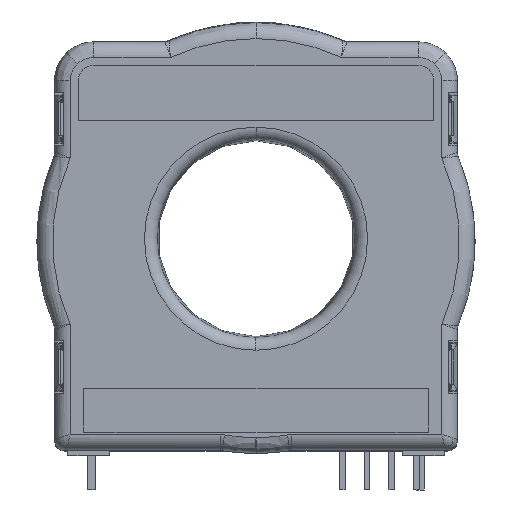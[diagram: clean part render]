
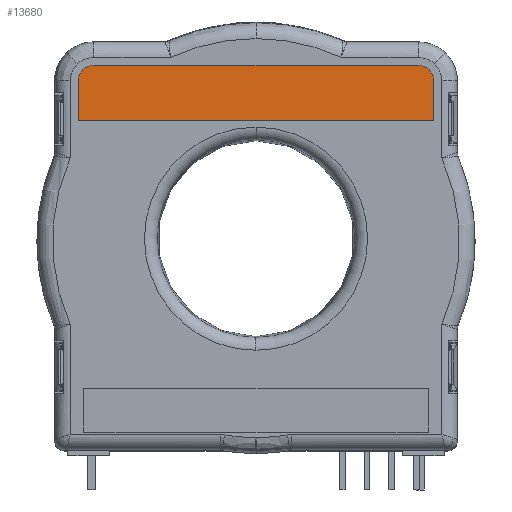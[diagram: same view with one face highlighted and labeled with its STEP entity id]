
A CAD part, front view. The second image highlights one B-rep face of the part: STEP entity #13680.
In plain terms, the highlighted planar face has unit normal (0, -1, 0).
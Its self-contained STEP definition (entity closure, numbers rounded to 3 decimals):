
#10181=CARTESIAN_POINT('',(-18.274,-8.94,34.407));
#10182=VERTEX_POINT('',#10181);
#10189=CARTESIAN_POINT('',(-18.274,-8.94,38.634));
#10190=VERTEX_POINT('',#10189);
#10191=CARTESIAN_POINT('',(-18.274,-8.94,38.634));
#10192=DIRECTION('',(0.0,0.0,-1.0));
#10193=VECTOR('',#10192,4.227);
#10194=LINE('',#10191,#10193);
#10195=EDGE_CURVE('',#10190,#10182,#10194,.T.);
#13603=CARTESIAN_POINT('',(16.437,-8.94,40.108));
#13604=VERTEX_POINT('',#13603);
#13605=CARTESIAN_POINT('',(-16.437,-8.94,40.108));
#13606=VERTEX_POINT('',#13605);
#13607=CARTESIAN_POINT('',(16.437,-8.94,40.108));
#13608=DIRECTION('',(-1.0,0.0,0.0));
#13609=VECTOR('',#13608,32.874);
#13610=LINE('',#13607,#13609);
#13611=EDGE_CURVE('',#13604,#13606,#13610,.T.);
#13635=CARTESIAN_POINT('',(-16.619,-8.94,38.453));
#13636=DIRECTION('',(0.0,1.0,0.0));
#13637=DIRECTION('',(1.0,0.0,0.0));
#13638=AXIS2_PLACEMENT_3D('',#13635,#13636,#13637);
#13639=CIRCLE('',#13638,1.665);
#13640=EDGE_CURVE('',#10190,#13606,#13639,.T.);
#13647=CARTESIAN_POINT('',(-20.102,-8.94,34.121));
#13648=DIRECTION('',(0.0,-1.0,0.0));
#13649=DIRECTION('',(1.0,0.0,0.0));
#13650=AXIS2_PLACEMENT_3D('',#13647,#13648,#13649);
#13651=PLANE('',#13650);
#13652=ORIENTED_EDGE('',*,*,#13611,.T.);
#13653=ORIENTED_EDGE('',*,*,#13640,.F.);
#13654=ORIENTED_EDGE('',*,*,#10195,.T.);
#13655=CARTESIAN_POINT('',(18.274,-8.94,34.407));
#13656=VERTEX_POINT('',#13655);
#13657=CARTESIAN_POINT('',(-18.274,-8.94,34.407));
#13658=DIRECTION('',(1.0,0.0,0.0));
#13659=VECTOR('',#13658,36.549);
#13660=LINE('',#13657,#13659);
#13661=EDGE_CURVE('',#10182,#13656,#13660,.T.);
#13662=ORIENTED_EDGE('',*,*,#13661,.T.);
#13663=CARTESIAN_POINT('',(18.274,-8.94,38.634));
#13664=VERTEX_POINT('',#13663);
#13665=CARTESIAN_POINT('',(18.274,-8.94,38.634));
#13666=DIRECTION('',(0.0,0.0,-1.0));
#13667=VECTOR('',#13666,4.227);
#13668=LINE('',#13665,#13667);
#13669=EDGE_CURVE('',#13664,#13656,#13668,.T.);
#13670=ORIENTED_EDGE('',*,*,#13669,.F.);
#13671=CARTESIAN_POINT('',(16.619,-8.94,38.453));
#13672=DIRECTION('',(0.0,-1.0,0.0));
#13673=DIRECTION('',(-1.0,0.0,0.0));
#13674=AXIS2_PLACEMENT_3D('',#13671,#13672,#13673);
#13675=CIRCLE('',#13674,1.665);
#13676=EDGE_CURVE('',#13664,#13604,#13675,.T.);
#13677=ORIENTED_EDGE('',*,*,#13676,.T.);
#13678=EDGE_LOOP('',(#13652,#13653,#13654,#13662,#13670,#13677));
#13679=FACE_OUTER_BOUND('',#13678,.T.);
#13680=ADVANCED_FACE('',(#13679),#13651,.T.);
